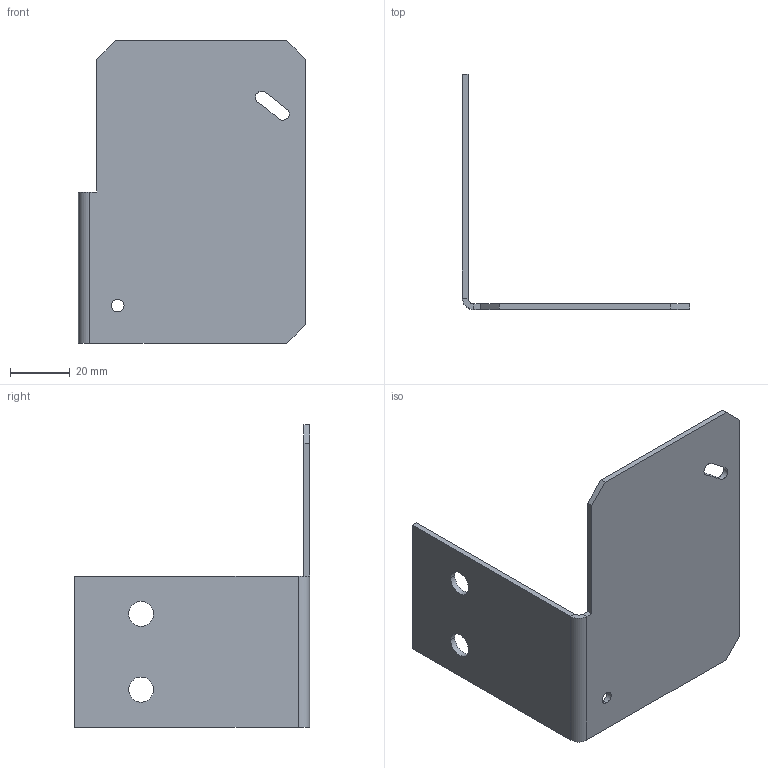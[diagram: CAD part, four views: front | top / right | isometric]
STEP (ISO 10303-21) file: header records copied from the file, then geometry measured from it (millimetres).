
FILE_DESCRIPTION((''),'2;1');
FILE_NAME('202948_ASM','2017-09-18T',('pdmadmin'),('BANNER ENGINEERING'),'CREO PARAMETRIC BY PTC INC, 2016260','CREO PARAMETRIC BY PTC INC, 2016260','');
FILE_SCHEMA(('CONFIG_CONTROL_DESIGN'));
Length unit declared in the file: inch
Products named in the file (2): 136854; 202948_ASM
Assembly tree (1 placements, depth 2):
  202948_ASM
    136854
Bounding box: 76.2 x 78.87 x 101.6 mm (x, y, z)
Volume: 21037.1 mm3; surface area: 23215.8 mm2
Topology: 1 solids, 1 shells, 29 faces, 73 edges, 46 vertices
Faces by surface type: plane 17, cylinder 12
Entity records: 952 total; most frequent: DIRECTION 161, CARTESIAN_POINT 151, ORIENTED_EDGE 146, EDGE_CURVE 73, AXIS2_PLACEMENT_3D 56, VECTOR 49, LINE 49, VERTEX_POINT 46
